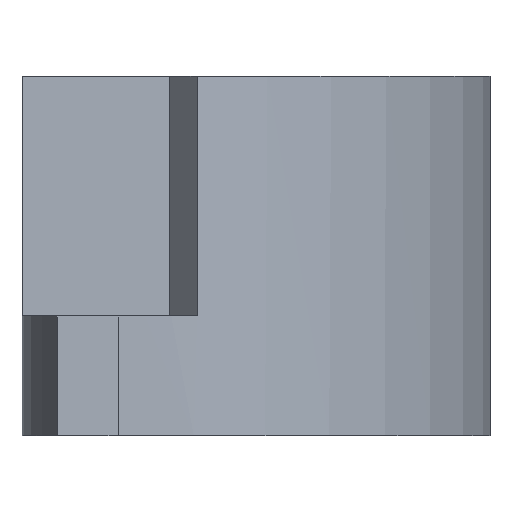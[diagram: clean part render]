
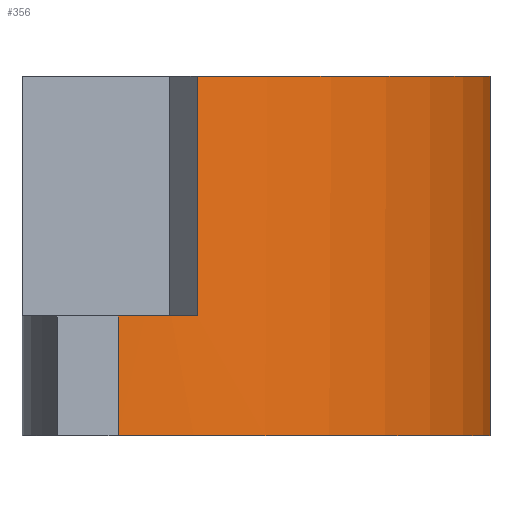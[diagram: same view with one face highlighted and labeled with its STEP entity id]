
A CAD part, left-side view. The second image highlights one B-rep face of the part: STEP entity #356.
In plain terms, the highlighted cylindrical face has radius 15 mm (diameter 30 mm), a partial arc.
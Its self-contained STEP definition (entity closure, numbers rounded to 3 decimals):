
#32=FACE_OUTER_BOUND('',#51,.T.);
#51=EDGE_LOOP('',(#252,#253,#254,#255,#256,#257));
#70=LINE('',#524,#116);
#71=LINE('',#528,#117);
#72=LINE('',#531,#118);
#116=VECTOR('',#428,15.);
#117=VECTOR('',#431,15.);
#118=VECTOR('',#434,10.);
#162=CIRCLE('',#399,15.);
#163=CIRCLE('',#400,15.);
#164=CIRCLE('',#401,15.);
#167=VERTEX_POINT('',#520);
#168=VERTEX_POINT('',#521);
#169=VERTEX_POINT('',#523);
#170=VERTEX_POINT('',#525);
#171=VERTEX_POINT('',#527);
#172=VERTEX_POINT('',#529);
#201=EDGE_CURVE('',#167,#168,#162,.T.);
#202=EDGE_CURVE('',#168,#169,#70,.T.);
#203=EDGE_CURVE('',#169,#170,#163,.T.);
#204=EDGE_CURVE('',#170,#171,#71,.T.);
#205=EDGE_CURVE('',#171,#172,#164,.T.);
#206=EDGE_CURVE('',#172,#167,#72,.T.);
#252=ORIENTED_EDGE('',*,*,#201,.T.);
#253=ORIENTED_EDGE('',*,*,#202,.T.);
#254=ORIENTED_EDGE('',*,*,#203,.T.);
#255=ORIENTED_EDGE('',*,*,#204,.T.);
#256=ORIENTED_EDGE('',*,*,#205,.T.);
#257=ORIENTED_EDGE('',*,*,#206,.T.);
#354=CYLINDRICAL_SURFACE('',#398,15.);
#356=ADVANCED_FACE('',(#32),#354,.T.);
#398=AXIS2_PLACEMENT_3D('',#519,#424,#425);
#399=AXIS2_PLACEMENT_3D('',#522,#426,#427);
#400=AXIS2_PLACEMENT_3D('',#526,#429,#430);
#401=AXIS2_PLACEMENT_3D('',#530,#432,#433);
#424=DIRECTION('center_axis',(0.,0.,-1.));
#425=DIRECTION('ref_axis',(0.,-1.,0.));
#426=DIRECTION('center_axis',(0.,0.,-1.));
#427=DIRECTION('ref_axis',(0.,-1.,0.));
#428=DIRECTION('',(0.,0.,-1.));
#429=DIRECTION('center_axis',(0.,0.,1.));
#430=DIRECTION('ref_axis',(0.,-1.,0.));
#431=DIRECTION('',(0.,0.,1.));
#432=DIRECTION('center_axis',(0.,0.,-1.));
#433=DIRECTION('ref_axis',(0.,-1.,0.));
#434=DIRECTION('',(0.,0.,-1.));
#519=CARTESIAN_POINT('Origin',(18.816,-0.6,0.));
#520=CARTESIAN_POINT('',(4.759,-5.836,4.));
#521=CARTESIAN_POINT('',(4.044,-3.205,4.));
#522=CARTESIAN_POINT('Origin',(18.816,-0.6,4.));
#523=CARTESIAN_POINT('',(4.044,-3.205,0.));
#524=CARTESIAN_POINT('',(4.044,-3.205,0.));
#525=CARTESIAN_POINT('',(18.816,-15.6,0.));
#526=CARTESIAN_POINT('Origin',(18.816,-0.6,0.));
#527=CARTESIAN_POINT('',(18.816,-15.6,12.));
#528=CARTESIAN_POINT('',(18.816,-15.6,0.));
#529=CARTESIAN_POINT('',(4.759,-5.836,12.));
#530=CARTESIAN_POINT('Origin',(18.816,-0.6,12.));
#531=CARTESIAN_POINT('',(4.759,-5.836,0.));
